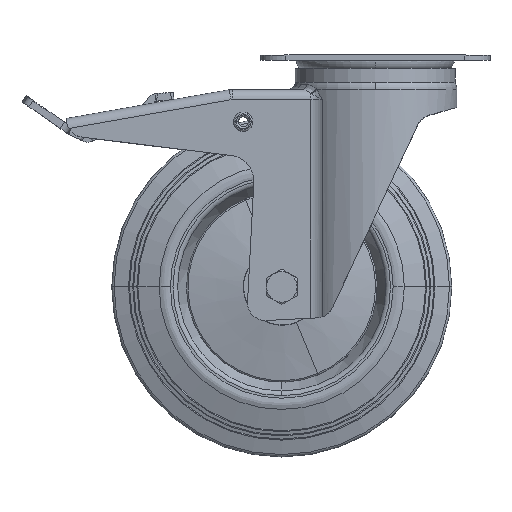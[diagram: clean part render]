
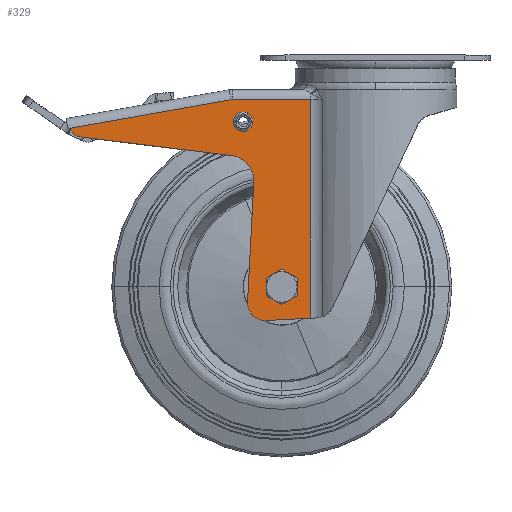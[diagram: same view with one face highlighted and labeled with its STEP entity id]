
A CAD part, top view. The second image highlights one B-rep face of the part: STEP entity #329.
In plain terms, the highlighted planar face has unit normal (0, 0, 1).
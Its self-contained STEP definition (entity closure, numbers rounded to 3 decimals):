
#329=ADVANCED_FACE('',(#1004,#1005,#1006),#1007,.T.);
#1004=FACE_OUTER_BOUND('',#2414,.T.);
#1005=FACE_BOUND('',#2415,.T.);
#1006=FACE_BOUND('',#2416,.T.);
#1007=PLANE('',#2417);
#2414=EDGE_LOOP('',(#52771,#52772,#52773,#52774,#52775,#52776,#52777,#52778,#52779,#52780,#52781,#52782,#52783));
#2415=EDGE_LOOP('',(#52784,#52785));
#2416=EDGE_LOOP('',(#52786,#52787));
#2417=AXIS2_PLACEMENT_3D('',#52788,#52789,#52790);
#52771=ORIENTED_EDGE('',*,*,#56153,.T.);
#52772=ORIENTED_EDGE('',*,*,#56094,.T.);
#52773=ORIENTED_EDGE('',*,*,#56091,.F.);
#52774=ORIENTED_EDGE('',*,*,#56089,.T.);
#52775=ORIENTED_EDGE('',*,*,#56155,.T.);
#52776=ORIENTED_EDGE('',*,*,#56080,.T.);
#52777=ORIENTED_EDGE('',*,*,#56077,.T.);
#52778=ORIENTED_EDGE('',*,*,#55985,.T.);
#52779=ORIENTED_EDGE('',*,*,#56057,.T.);
#52780=ORIENTED_EDGE('',*,*,#56075,.T.);
#52781=ORIENTED_EDGE('',*,*,#56156,.T.);
#52782=ORIENTED_EDGE('',*,*,#55959,.T.);
#52783=ORIENTED_EDGE('',*,*,#56157,.T.);
#52784=ORIENTED_EDGE('',*,*,#56012,.T.);
#52785=ORIENTED_EDGE('',*,*,#56030,.T.);
#52786=ORIENTED_EDGE('',*,*,#56031,.T.);
#52787=ORIENTED_EDGE('',*,*,#56010,.T.);
#52788=CARTESIAN_POINT('',(-142.087,-51.978,74.245));
#52789=DIRECTION('',(0.0,0.0,1.0));
#52790=DIRECTION('',(1.0,0.0,0.0));
#55959=EDGE_CURVE('',#57379,#57383,#57385,.T.);
#55985=EDGE_CURVE('',#57437,#57434,#57438,.T.);
#56010=EDGE_CURVE('',#57478,#57482,#57484,.T.);
#56012=EDGE_CURVE('',#57488,#57485,#57489,.T.);
#56030=EDGE_CURVE('',#57485,#57488,#57516,.T.);
#56031=EDGE_CURVE('',#57482,#57478,#57517,.T.);
#56057=EDGE_CURVE('',#57434,#57559,#57561,.T.);
#56075=EDGE_CURVE('',#57559,#57587,#57589,.T.);
#56077=EDGE_CURVE('',#57591,#57437,#57592,.T.);
#56080=EDGE_CURVE('',#57596,#57591,#57597,.T.);
#56089=EDGE_CURVE('',#57613,#57611,#57614,.T.);
#56091=EDGE_CURVE('',#57613,#57616,#57617,.T.);
#56094=EDGE_CURVE('',#57621,#57616,#57622,.T.);
#56153=EDGE_CURVE('',#57709,#57621,#57710,.T.);
#56155=EDGE_CURVE('',#57611,#57596,#57712,.T.);
#56156=EDGE_CURVE('',#57587,#57379,#57713,.T.);
#56157=EDGE_CURVE('',#57383,#57709,#57714,.T.);
#57379=VERTEX_POINT('',#59600);
#57383=VERTEX_POINT('',#59605);
#57385=CIRCLE('',#59608,10.5);
#57434=VERTEX_POINT('',#59882);
#57437=VERTEX_POINT('',#59886);
#57438=CIRCLE('',#59887,15.0);
#57478=VERTEX_POINT('',#60518);
#57482=VERTEX_POINT('',#60523);
#57484=CIRCLE('',#60526,4.);
#57485=VERTEX_POINT('',#60527);
#57488=VERTEX_POINT('',#60531);
#57489=CIRCLE('',#60532,6.375);
#57516=CIRCLE('',#60564,6.375);
#57517=CIRCLE('',#60565,4.);
#57559=VERTEX_POINT('',#61439);
#57561=CIRCLE('',#61442,15.0);
#57587=VERTEX_POINT('',#61480);
#57589=LINE('',#61483,#61484);
#57591=VERTEX_POINT('',#61487);
#57592=LINE('',#61488,#61489);
#57596=VERTEX_POINT('',#61495);
#57597=CIRCLE('',#61496,10.5);
#57611=VERTEX_POINT('',#61704);
#57613=VERTEX_POINT('',#61757);
#57614=LINE('',#61758,#61759);
#57616=VERTEX_POINT('',#61761);
#57617=CIRCLE('',#61762,4.5);
#57621=VERTEX_POINT('',#61766);
#57622=LINE('',#61767,#61768);
#57709=VERTEX_POINT('',#62486);
#57710=LINE('',#62487,#62488);
#57712=B_SPLINE_CURVE_WITH_KNOTS('',3,(#62490,#62491,#62492,#62493),.UNSPECIFIED.,.F.,.F.,(4,4),(0.0,0.),.UNSPECIFIED.);
#57713=CIRCLE('',#62494,10.5);
#57714=LINE('',#62495,#62496);
#59600=CARTESIAN_POINT('',(-32.36,-48.306,74.245));
#59605=CARTESIAN_POINT('',(-24.386,-51.367,74.245));
#59608=AXIS2_PLACEMENT_3D('',#68597,#68598,#68599);
#59882=CARTESIAN_POINT('',(-31.714,30.79,74.245));
#59886=CARTESIAN_POINT('',(-44.886,45.678,74.245));
#59887=AXIS2_PLACEMENT_3D('',#68636,#68637,#68638);
#60518=CARTESIAN_POINT('',(-41.955,65.522,74.245));
#60523=CARTESIAN_POINT('',(-33.955,65.522,74.245));
#60526=AXIS2_PLACEMENT_3D('',#68695,#68696,#68697);
#60527=CARTESIAN_POINT('',(-8.925,-31.578,74.245));
#60531=CARTESIAN_POINT('',(-21.675,-31.578,74.245));
#60532=AXIS2_PLACEMENT_3D('',#68699,#68700,#68701);
#60564=AXIS2_PLACEMENT_3D('',#68743,#68744,#68745);
#60565=AXIS2_PLACEMENT_3D('',#68746,#68747,#68748);
#61439=CARTESIAN_POINT('',(-31.735,30.005,74.245));
#61442=AXIS2_PLACEMENT_3D('',#68791,#68792,#68793);
#61480=CARTESIAN_POINT('',(-35.421,-40.332,74.245));
#61483=CARTESIAN_POINT('',(-31.735,30.005,74.245));
#61484=VECTOR('',#68819,1000.0);
#61487=CARTESIAN_POINT('',(-132.6,56.448,74.245));
#61488=CARTESIAN_POINT('',(-132.6,56.448,74.245));
#61489=VECTOR('',#68821,1000.0);
#61495=CARTESIAN_POINT('',(-140.29,61.412,74.245));
#61496=AXIS2_PLACEMENT_3D('',#68824,#68825,#68826);
#61704=CARTESIAN_POINT('',(-140.435,61.652,74.245));
#61757=CARTESIAN_POINT('',(-45.145,78.454,74.245));
#61758=CARTESIAN_POINT('',(-45.145,78.454,74.245));
#61759=VECTOR('',#68838,1000.0);
#61761=CARTESIAN_POINT('',(-44.364,78.522,74.245));
#61762=AXIS2_PLACEMENT_3D('',#68842,#68843,#68844);
#61766=CARTESIAN_POINT('',(1.609,78.522,74.245));
#61767=CARTESIAN_POINT('',(-142.087,78.522,74.245));
#61768=VECTOR('',#68851,1000.0);
#62486=CARTESIAN_POINT('',(1.609,-50.005,74.245));
#62487=CARTESIAN_POINT('',(1.609,-51.978,74.245));
#62488=VECTOR('',#68928,1000.0);
#62490=CARTESIAN_POINT('',(-140.435,61.652,74.245));
#62491=CARTESIAN_POINT('',(-140.387,61.572,74.245));
#62492=CARTESIAN_POINT('',(-140.339,61.492,74.245));
#62493=CARTESIAN_POINT('',(-140.29,61.412,74.245));
#62494=AXIS2_PLACEMENT_3D('',#68932,#68933,#68934);
#62495=CARTESIAN_POINT('',(-24.386,-51.367,74.245));
#62496=VECTOR('',#68935,1000.0);
#68597=CARTESIAN_POINT('',(-24.935,-40.882,74.245));
#68598=DIRECTION('',(0.0,0.0,1.0));
#68599=DIRECTION('',(1.0,0.0,0.0));
#68636=CARTESIAN_POINT('',(-46.714,30.79,74.245));
#68637=DIRECTION('',(0.0,0.0,-1.0));
#68638=DIRECTION('',(1.0,0.,0.0));
#68695=CARTESIAN_POINT('',(-37.955,65.522,74.245));
#68696=DIRECTION('',(0.0,0.0,-1.0));
#68697=DIRECTION('',(-1.0,0.0,0.0));
#68699=CARTESIAN_POINT('',(-15.3,-31.578,74.245));
#68700=DIRECTION('',(0.0,0.0,-1.0));
#68701=DIRECTION('',(1.0,0.0,0.0));
#68743=CARTESIAN_POINT('',(-15.3,-31.578,74.245));
#68744=DIRECTION('',(0.0,0.0,-1.0));
#68745=DIRECTION('',(1.0,0.0,0.0));
#68746=CARTESIAN_POINT('',(-37.955,65.522,74.245));
#68747=DIRECTION('',(0.0,0.0,-1.0));
#68748=DIRECTION('',(-1.0,0.0,0.0));
#68791=CARTESIAN_POINT('',(-46.714,30.79,74.245));
#68792=DIRECTION('',(0.0,0.0,-1.0));
#68793=DIRECTION('',(1.0,0.,0.0));
#68819=DIRECTION('',(-0.052,-0.999,0.0));
#68821=DIRECTION('',(0.993,-0.122,0.0));
#68824=CARTESIAN_POINT('',(-131.32,66.87,74.245));
#68825=DIRECTION('',(0.0,0.0,1.0));
#68826=DIRECTION('',(1.0,0.0,0.0));
#68838=DIRECTION('',(-0.985,-0.174,0.0));
#68842=CARTESIAN_POINT('',(-44.364,74.022,74.245));
#68843=DIRECTION('',(0.,0.,-1.0));
#68844=DIRECTION('',(0.,1.0,0.));
#68851=DIRECTION('',(-1.0,0.0,0.0));
#68928=DIRECTION('',(0.0,1.0,0.0));
#68932=CARTESIAN_POINT('',(-24.935,-40.882,74.245));
#68933=DIRECTION('',(0.0,0.0,1.0));
#68934=DIRECTION('',(1.0,0.0,0.0));
#68935=DIRECTION('',(0.999,0.052,0.0));
